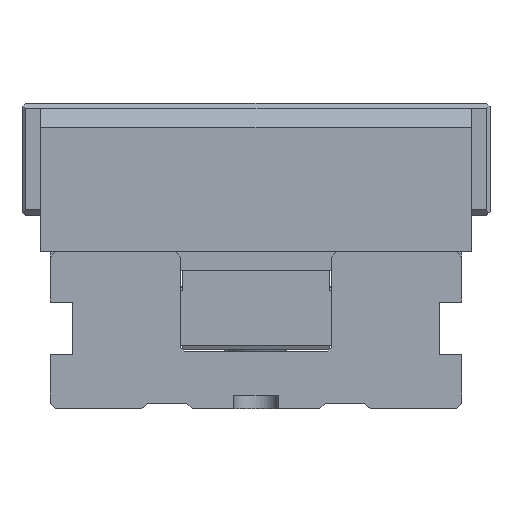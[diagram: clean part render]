
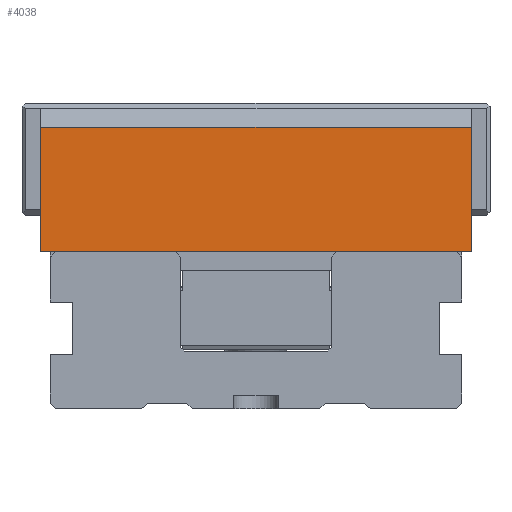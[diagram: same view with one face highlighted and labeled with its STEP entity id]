
A CAD part, front view. The second image highlights one B-rep face of the part: STEP entity #4038.
In plain terms, the highlighted planar face has unit normal (0, -1, 0).
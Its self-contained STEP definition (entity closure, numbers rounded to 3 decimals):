
#4038=ADVANCED_FACE('',(#4691),#4377,.T.);
#4377=PLANE('',#10965);
#4691=FACE_OUTER_BOUND('',#5167,.T.);
#5167=EDGE_LOOP('',(#6450,#6451,#6452,#6453));
#6450=ORIENTED_EDGE('',*,*,#8683,.T.);
#6451=ORIENTED_EDGE('',*,*,#8693,.T.);
#6452=ORIENTED_EDGE('',*,*,#8694,.F.);
#6453=ORIENTED_EDGE('',*,*,#8675,.T.);
#7804=VERTEX_POINT('',#14878);
#7805=VERTEX_POINT('',#14880);
#7811=VERTEX_POINT('',#14895);
#7820=VERTEX_POINT('',#14916);
#8675=EDGE_CURVE('',#7805,#7804,#9521,.T.);
#8683=EDGE_CURVE('',#7804,#7811,#9528,.T.);
#8693=EDGE_CURVE('',#7811,#7820,#9538,.T.);
#8694=EDGE_CURVE('',#7805,#7820,#9539,.T.);
#9521=LINE('',#14879,#10229);
#9528=LINE('',#14896,#10236);
#9538=LINE('',#14915,#10246);
#9539=LINE('',#14917,#10247);
#10229=VECTOR('',#12396,1.);
#10236=VECTOR('',#12409,1.);
#10246=VECTOR('',#12421,1.);
#10247=VECTOR('',#12422,1.);
#10965=AXIS2_PLACEMENT_3D('',#14918,#12423,#12424);
#12396=DIRECTION('',(1.,0.,0.));
#12409=DIRECTION('',(0.,0.,1.));
#12421=DIRECTION('',(-1.,0.,0.));
#12422=DIRECTION('',(0.,0.,1.));
#12423=DIRECTION('',(0.,-1.,0.));
#12424=DIRECTION('',(0.,0.,1.));
#14878=CARTESIAN_POINT('',(112.5,0.,-28.799));
#14879=CARTESIAN_POINT('',(55.,0.,-28.799));
#14880=CARTESIAN_POINT('',(-2.5,0.,-28.799));
#14895=CARTESIAN_POINT('',(112.5,0.,4.401));
#14896=CARTESIAN_POINT('',(112.5,0.,-28.799));
#14915=CARTESIAN_POINT('',(55.,0.,4.401));
#14916=CARTESIAN_POINT('',(-2.5,0.,4.401));
#14917=CARTESIAN_POINT('',(-2.5,0.,-28.799));
#14918=CARTESIAN_POINT('',(55.,0.,-28.799));
